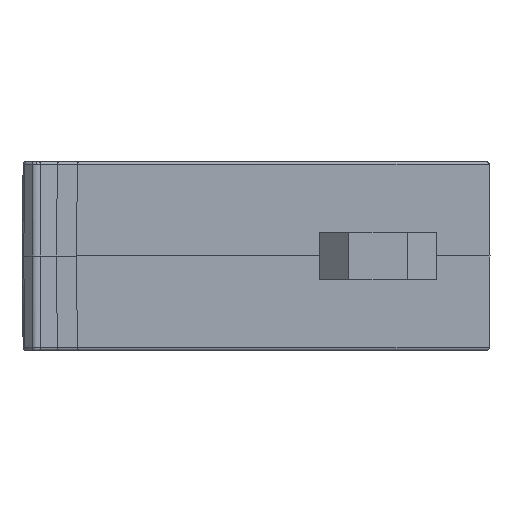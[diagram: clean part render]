
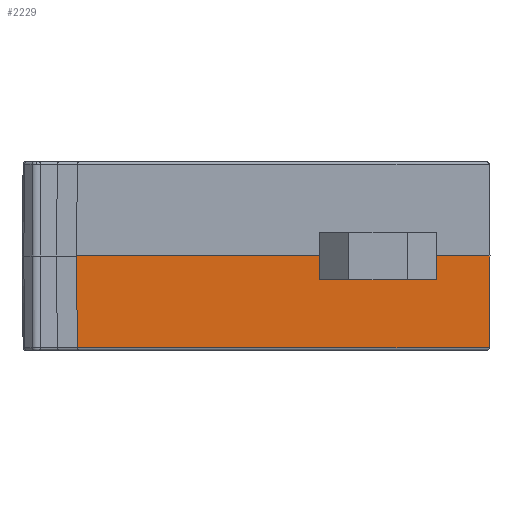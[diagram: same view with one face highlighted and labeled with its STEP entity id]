
A CAD part, front view. The second image highlights one B-rep face of the part: STEP entity #2229.
In plain terms, the highlighted planar face has unit normal (0, -1, 0).
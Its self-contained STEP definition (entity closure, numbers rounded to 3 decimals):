
#11 = CARTESIAN_POINT ( 'NONE',  ( -25.532, 0., -7.8 ) ) ;
#86 = EDGE_CURVE ( 'NONE', #1426, #2184, #768, .T. ) ;
#100 = EDGE_CURVE ( 'NONE', #2184, #1950, #2598, .T. ) ;
#149 = CARTESIAN_POINT ( 'NONE',  ( -0.5, 0., 0. ) ) ;
#335 = EDGE_CURVE ( 'NONE', #5977, #4271, #4609, .T. ) ;
#484 = CARTESIAN_POINT ( 'NONE',  ( -25.6, 0., -7.8 ) ) ;
#768 = LINE ( 'NONE', #1214, #1607 ) ;
#1202 = ORIENTED_EDGE ( 'NONE', *, *, #86, .T. ) ;
#1214 = CARTESIAN_POINT ( 'NONE',  ( 2.5, 0., 8. ) ) ;
#1340 = ORIENTED_EDGE ( 'NONE', *, *, #1582, .T. ) ;
#1426 = VERTEX_POINT ( 'NONE', #5806 ) ;
#1443 = LINE ( 'NONE', #1942, #2848 ) ;
#1538 = VECTOR ( 'NONE', #4350, 1000. ) ;
#1582 = EDGE_CURVE ( 'NONE', #1950, #3836, #3237, .T. ) ;
#1598 = CARTESIAN_POINT ( 'NONE',  ( -2.5, 0., 0. ) ) ;
#1607 = VECTOR ( 'NONE', #2125, 1000. ) ;
#1730 = AXIS2_PLACEMENT_3D ( 'NONE', #2745, #4152, #3770 ) ;
#1805 = VECTOR ( 'NONE', #4043, 1000. ) ;
#1895 = EDGE_LOOP ( 'NONE', ( #3590, #2044, #2313, #5969, #1202, #6171, #1340, #3342 ) ) ;
#1942 = CARTESIAN_POINT ( 'NONE',  ( -25.67, 0., 7.999 ) ) ;
#1950 = VERTEX_POINT ( 'NONE', #2182 ) ;
#2044 = ORIENTED_EDGE ( 'NONE', *, *, #3017, .T. ) ;
#2060 = DIRECTION ( 'NONE',  ( 0., 0., 1. ) ) ;
#2063 = LINE ( 'NONE', #4012, #3335 ) ;
#2125 = DIRECTION ( 'NONE',  ( 0., 0., -1. ) ) ;
#2182 = CARTESIAN_POINT ( 'NONE',  ( -0.5, 0., -2. ) ) ;
#2184 = VERTEX_POINT ( 'NONE', #2589 ) ;
#2229 = ADVANCED_FACE ( 'NONE', ( #4238 ), #4213, .F. ) ;
#2313 = ORIENTED_EDGE ( 'NONE', *, *, #335, .F. ) ;
#2432 = VECTOR ( 'NONE', #5014, 1000. ) ;
#2589 = CARTESIAN_POINT ( 'NONE',  ( 2.5, 0., -2. ) ) ;
#2598 = LINE ( 'NONE', #2660, #1805 ) ;
#2660 = CARTESIAN_POINT ( 'NONE',  ( -25.6, 0., -2. ) ) ;
#2745 = CARTESIAN_POINT ( 'NONE',  ( -25.6, 0., 8. ) ) ;
#2829 = AXIS2_PLACEMENT_3D ( 'NONE', #149, #4007, #2060 ) ;
#2848 = VECTOR ( 'NONE', #4885, 1000. ) ;
#3017 = EDGE_CURVE ( 'NONE', #4059, #4271, #5283, .T. ) ;
#3102 = CARTESIAN_POINT ( 'NONE',  ( -25.6, 0., 0. ) ) ;
#3117 = CARTESIAN_POINT ( 'NONE',  ( 9.5, 0., 0. ) ) ;
#3119 = CARTESIAN_POINT ( 'NONE',  ( -25.6, 0., 0. ) ) ;
#3209 = EDGE_CURVE ( 'NONE', #4046, #3836, #5465, .T. ) ;
#3237 = CIRCLE ( 'NONE', #2829, 2. ) ;
#3335 = VECTOR ( 'NONE', #5928, 1000. ) ;
#3342 = ORIENTED_EDGE ( 'NONE', *, *, #3209, .F. ) ;
#3413 = EDGE_CURVE ( 'NONE', #4046, #4059, #1443, .T. ) ;
#3590 = ORIENTED_EDGE ( 'NONE', *, *, #3413, .T. ) ;
#3770 = DIRECTION ( 'NONE',  ( 0., 0., 1. ) ) ;
#3836 = VERTEX_POINT ( 'NONE', #1598 ) ;
#3927 = CARTESIAN_POINT ( 'NONE',  ( 9.5, 0., 0. ) ) ;
#4007 = DIRECTION ( 'NONE',  ( 0., 1., 0. ) ) ;
#4012 = CARTESIAN_POINT ( 'NONE',  ( -25.6, 0., 0. ) ) ;
#4043 = DIRECTION ( 'NONE',  ( -1., 0., 0. ) ) ;
#4046 = VERTEX_POINT ( 'NONE', #3102 ) ;
#4059 = VERTEX_POINT ( 'NONE', #11 ) ;
#4152 = DIRECTION ( 'NONE',  ( 0., 1., 0. ) ) ;
#4213 = PLANE ( 'NONE',  #1730 ) ;
#4238 = FACE_OUTER_BOUND ( 'NONE', #1895, .T. ) ;
#4271 = VERTEX_POINT ( 'NONE', #5399 ) ;
#4350 = DIRECTION ( 'NONE',  ( 1., 0., 0. ) ) ;
#4609 = LINE ( 'NONE', #3117, #5336 ) ;
#4885 = DIRECTION ( 'NONE',  ( 0.009, 0., -1. ) ) ;
#5014 = DIRECTION ( 'NONE',  ( 1., 0., 0. ) ) ;
#5283 = LINE ( 'NONE', #484, #1538 ) ;
#5336 = VECTOR ( 'NONE', #6050, 1000. ) ;
#5399 = CARTESIAN_POINT ( 'NONE',  ( 9.432, 0., -7.8 ) ) ;
#5465 = LINE ( 'NONE', #3119, #2432 ) ;
#5731 = EDGE_CURVE ( 'NONE', #1426, #5977, #2063, .T. ) ;
#5806 = CARTESIAN_POINT ( 'NONE',  ( 2.5, 0., 0. ) ) ;
#5928 = DIRECTION ( 'NONE',  ( 1., 0., 0. ) ) ;
#5969 = ORIENTED_EDGE ( 'NONE', *, *, #5731, .F. ) ;
#5977 = VERTEX_POINT ( 'NONE', #3927 ) ;
#6050 = DIRECTION ( 'NONE',  ( -0.009, 0., -1. ) ) ;
#6171 = ORIENTED_EDGE ( 'NONE', *, *, #100, .T. ) ;
